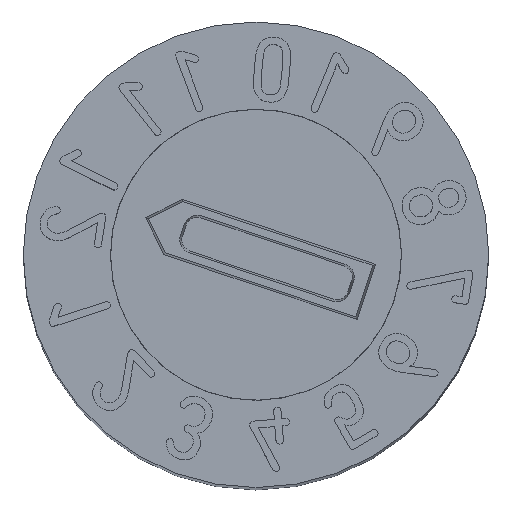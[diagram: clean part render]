
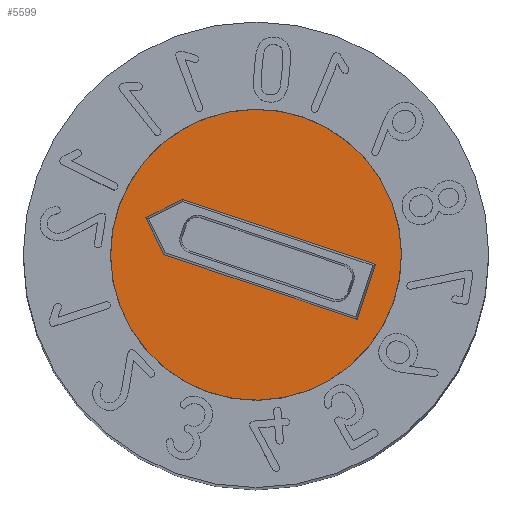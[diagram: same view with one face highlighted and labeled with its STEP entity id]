
A CAD part, top view. The second image highlights one B-rep face of the part: STEP entity #5599.
In plain terms, the highlighted planar face has unit normal (0, 0, 1).
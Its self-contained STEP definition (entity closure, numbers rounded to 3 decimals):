
#69=CIRCLE('',#5806,1.25);
#102=FACE_BOUND('',#1278,.T.);
#947=FACE_OUTER_BOUND('',#1277,.T.);
#1277=EDGE_LOOP('',(#5157));
#1278=EDGE_LOOP('',(#5158,#5159,#5160,#5161,#5162));
#1704=LINE('',#10641,#2137);
#1708=LINE('',#10648,#2141);
#1711=LINE('',#10654,#2144);
#1714=LINE('',#10660,#2147);
#1716=LINE('',#10663,#2149);
#2137=VECTOR('',#6515,10.);
#2141=VECTOR('',#6521,10.);
#2144=VECTOR('',#6526,10.);
#2147=VECTOR('',#6531,10.);
#2149=VECTOR('',#6535,10.);
#2690=VERTEX_POINT('',#10638);
#2691=VERTEX_POINT('',#10640);
#2693=VERTEX_POINT('',#10646);
#2695=VERTEX_POINT('',#10652);
#2697=VERTEX_POINT('',#10658);
#2698=VERTEX_POINT('',#10666);
#3510=EDGE_CURVE('',#2691,#2690,#1704,.T.);
#3514=EDGE_CURVE('',#2690,#2693,#1708,.T.);
#3517=EDGE_CURVE('',#2693,#2695,#1711,.T.);
#3520=EDGE_CURVE('',#2695,#2697,#1714,.T.);
#3522=EDGE_CURVE('',#2697,#2691,#1716,.T.);
#3523=EDGE_CURVE('',#2698,#2698,#69,.T.);
#5157=ORIENTED_EDGE('',*,*,#3523,.F.);
#5158=ORIENTED_EDGE('',*,*,#3510,.T.);
#5159=ORIENTED_EDGE('',*,*,#3514,.T.);
#5160=ORIENTED_EDGE('',*,*,#3517,.T.);
#5161=ORIENTED_EDGE('',*,*,#3520,.T.);
#5162=ORIENTED_EDGE('',*,*,#3522,.T.);
#5298=PLANE('',#5805);
#5599=ADVANCED_FACE('',(#947,#102),#5298,.F.);
#5805=AXIS2_PLACEMENT_3D('',#10665,#6538,#6539);
#5806=AXIS2_PLACEMENT_3D('',#10667,#6540,#6541);
#6515=DIRECTION('',(-0.707,-0.707,0.));
#6521=DIRECTION('',(-0.707,0.707,0.));
#6526=DIRECTION('',(0.,1.,0.));
#6531=DIRECTION('',(1.,0.,0.));
#6535=DIRECTION('',(0.,-1.,0.));
#6538=DIRECTION('center_axis',(0.,0.,-1.));
#6539=DIRECTION('ref_axis',(-1.,0.,0.));
#6540=DIRECTION('center_axis',(0.,0.,-1.));
#6541=DIRECTION('ref_axis',(-1.,0.,0.));
#10638=CARTESIAN_POINT('',(0.,-1.,2.3));
#10640=CARTESIAN_POINT('',(0.25,-0.75,2.3));
#10641=CARTESIAN_POINT('',(0.375,-0.625,2.3));
#10646=CARTESIAN_POINT('',(-0.25,-0.75,2.3));
#10648=CARTESIAN_POINT('',(-0.25,-0.75,2.3));
#10652=CARTESIAN_POINT('',(-0.25,1.,2.3));
#10654=CARTESIAN_POINT('',(-0.25,-0.375,2.3));
#10658=CARTESIAN_POINT('',(0.25,1.,2.3));
#10660=CARTESIAN_POINT('',(-0.125,1.,2.3));
#10663=CARTESIAN_POINT('',(0.25,0.5,2.3));
#10665=CARTESIAN_POINT('Origin',(0.,0.,2.3));
#10666=CARTESIAN_POINT('',(1.25,0.,2.3));
#10667=CARTESIAN_POINT('Origin',(0.,0.,2.3));
